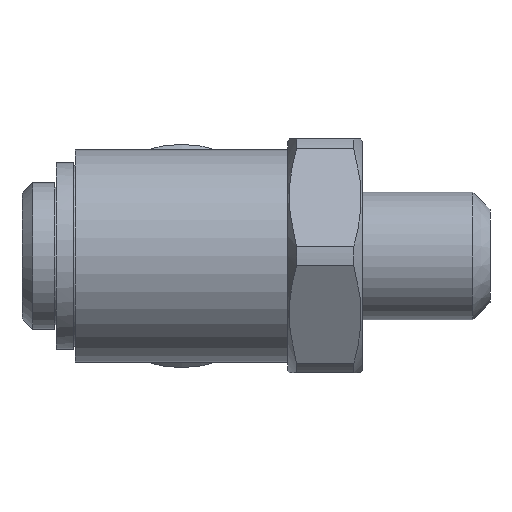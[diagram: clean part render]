
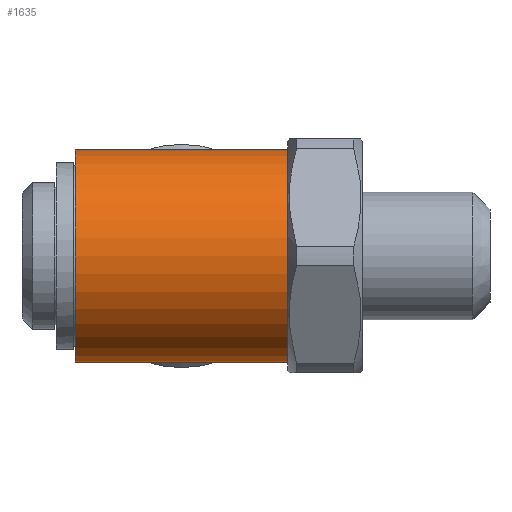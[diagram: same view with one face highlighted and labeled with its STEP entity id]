
A CAD part, left-side view. The second image highlights one B-rep face of the part: STEP entity #1635.
In plain terms, the highlighted cylindrical face has radius 5 mm (diameter 10 mm), a full revolution.
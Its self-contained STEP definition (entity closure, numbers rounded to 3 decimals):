
#36=B_SPLINE_CURVE_WITH_KNOTS('',3,(#2409,#2410,#2411,#2412,#2413,#2414,
#2415,#2416,#2417,#2418,#2419,#2420,#2421,#2422,#2423,#2424,#2425,#2426,
#2427,#2428,#2429,#2430,#2431),.UNSPECIFIED.,.F.,.F.,(4,1,1,1,1,1,1,1,1,
1,1,1,1,1,1,1,1,1,1,1,4),(0.,0.063,0.094,0.125,0.156,0.188,0.25,0.313,
0.375,0.438,0.5,0.563,0.625,0.688,0.75,0.813,0.844,0.875,0.906,
0.938,1.),.UNSPECIFIED.);
#53=B_SPLINE_CURVE_WITH_KNOTS('',3,(#2829,#2830,#2831,#2832,#2833,#2834,
#2835,#2836,#2837,#2838,#2839,#2840,#2841,#2842,#2843,#2844,#2845,#2846,
#2847,#2848,#2849,#2850,#2851),.UNSPECIFIED.,.F.,.F.,(4,1,1,1,1,1,1,1,1,
1,1,1,1,1,1,1,1,1,1,1,4),(0.,0.063,0.094,0.125,0.156,0.188,0.25,0.313,
0.375,0.438,0.5,0.563,0.625,0.688,0.75,0.813,0.844,0.875,0.906,
0.938,1.),.UNSPECIFIED.);
#80=CYLINDRICAL_SURFACE('',#1793,5.);
#423=ORIENTED_EDGE('',*,*,#520,.T.);
#424=ORIENTED_EDGE('',*,*,#572,.T.);
#425=ORIENTED_EDGE('',*,*,#522,.T.);
#426=ORIENTED_EDGE('',*,*,#593,.T.);
#520=EDGE_CURVE('',#641,#641,#741,.T.);
#522=EDGE_CURVE('',#644,#642,#36,.T.);
#572=EDGE_CURVE('',#681,#681,#766,.T.);
#593=EDGE_CURVE('',#642,#644,#53,.T.);
#641=VERTEX_POINT('',#2285);
#642=VERTEX_POINT('',#2407);
#644=VERTEX_POINT('',#2432);
#681=VERTEX_POINT('',#2633);
#741=CIRCLE('',#1707,5.);
#766=CIRCLE('',#1750,5.);
#883=EDGE_LOOP('',(#423));
#884=EDGE_LOOP('',(#424));
#885=EDGE_LOOP('',(#425,#426));
#996=FACE_BOUND('',#883,.T.);
#997=FACE_BOUND('',#884,.T.);
#998=FACE_BOUND('',#885,.T.);
#1635=ADVANCED_FACE('',(#996,#997,#998),#80,.T.);
#1707=AXIS2_PLACEMENT_3D('',#2284,#1950,#1951);
#1750=AXIS2_PLACEMENT_3D('',#2632,#2048,#2049);
#1793=AXIS2_PLACEMENT_3D('',#2913,#2136,#2137);
#1950=DIRECTION('',(0.,-1.,0.));
#1951=DIRECTION('',(0.,0.,-1.));
#2048=DIRECTION('',(0.,1.,0.));
#2049=DIRECTION('',(0.,0.,1.));
#2136=DIRECTION('',(0.,1.,0.));
#2137=DIRECTION('',(0.,0.,1.));
#2284=CARTESIAN_POINT('',(0.,5.,0.));
#2285=CARTESIAN_POINT('',(0.,5.,-5.));
#2407=CARTESIAN_POINT('',(2.887,0.288,-4.082));
#2409=CARTESIAN_POINT('',(2.884,-0.251,4.085));
#2410=CARTESIAN_POINT('',(2.862,0.047,4.1));
#2411=CARTESIAN_POINT('',(2.894,0.514,4.078));
#2412=CARTESIAN_POINT('',(3.022,1.049,3.985));
#2413=CARTESIAN_POINT('',(3.172,1.489,3.867));
#2414=CARTESIAN_POINT('',(3.327,1.851,3.735));
#2415=CARTESIAN_POINT('',(3.584,2.37,3.495));
#2416=CARTESIAN_POINT('',(3.902,2.914,3.147));
#2417=CARTESIAN_POINT('',(4.294,3.514,2.593));
#2418=CARTESIAN_POINT('',(4.627,3.991,1.952));
#2419=CARTESIAN_POINT('',(4.899,4.366,1.118));
#2420=CARTESIAN_POINT('',(5.016,4.52,0.283));
#2421=CARTESIAN_POINT('',(4.993,4.491,-0.595));
#2422=CARTESIAN_POINT('',(4.8,4.229,-1.478));
#2423=CARTESIAN_POINT('',(4.526,3.851,-2.169));
#2424=CARTESIAN_POINT('',(4.137,3.28,-2.838));
#2425=CARTESIAN_POINT('',(3.818,2.774,-3.239));
#2426=CARTESIAN_POINT('',(3.55,2.296,-3.525));
#2427=CARTESIAN_POINT('',(3.377,1.958,-3.69));
#2428=CARTESIAN_POINT('',(3.181,1.516,-3.86));
#2429=CARTESIAN_POINT('',(2.991,0.97,-4.009));
#2430=CARTESIAN_POINT('',(2.909,0.558,-4.067));
#2431=CARTESIAN_POINT('',(2.887,0.288,-4.082));
#2432=CARTESIAN_POINT('',(2.884,-0.251,4.085));
#2632=CARTESIAN_POINT('',(0.,-5.,0.));
#2633=CARTESIAN_POINT('',(0.,-5.,5.));
#2829=CARTESIAN_POINT('',(2.887,0.288,-4.082));
#2830=CARTESIAN_POINT('',(2.862,-0.007,-4.1));
#2831=CARTESIAN_POINT('',(2.889,-0.479,-4.082));
#2832=CARTESIAN_POINT('',(3.013,-1.019,-3.991));
#2833=CARTESIAN_POINT('',(3.162,-1.463,-3.875));
#2834=CARTESIAN_POINT('',(3.316,-1.826,-3.745));
#2835=CARTESIAN_POINT('',(3.571,-2.347,-3.508));
#2836=CARTESIAN_POINT('',(3.896,-2.904,-3.155));
#2837=CARTESIAN_POINT('',(4.287,-3.504,-2.605));
#2838=CARTESIAN_POINT('',(4.627,-3.992,-1.952));
#2839=CARTESIAN_POINT('',(4.9,-4.366,-1.118));
#2840=CARTESIAN_POINT('',(5.016,-4.522,-0.279));
#2841=CARTESIAN_POINT('',(4.991,-4.488,0.605));
#2842=CARTESIAN_POINT('',(4.801,-4.231,1.479));
#2843=CARTESIAN_POINT('',(4.504,-3.817,2.216));
#2844=CARTESIAN_POINT('',(4.133,-3.274,2.841));
#2845=CARTESIAN_POINT('',(3.809,-2.76,3.25));
#2846=CARTESIAN_POINT('',(3.539,-2.276,3.535));
#2847=CARTESIAN_POINT('',(3.366,-1.935,3.7));
#2848=CARTESIAN_POINT('',(3.17,-1.489,3.869));
#2849=CARTESIAN_POINT('',(2.982,-0.938,4.015));
#2850=CARTESIAN_POINT('',(2.903,-0.523,4.071));
#2851=CARTESIAN_POINT('',(2.884,-0.251,4.085));
#2913=CARTESIAN_POINT('',(0.,13.586,0.));
